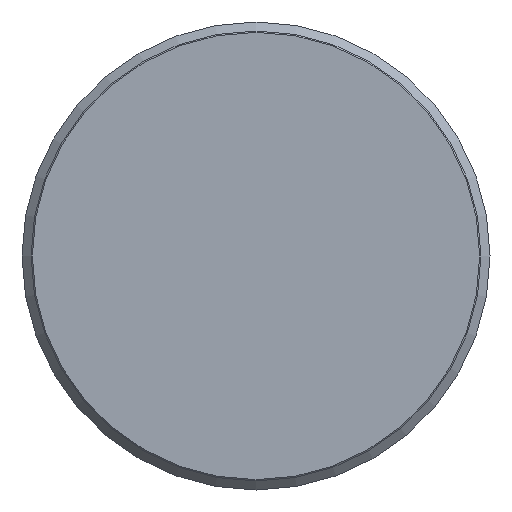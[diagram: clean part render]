
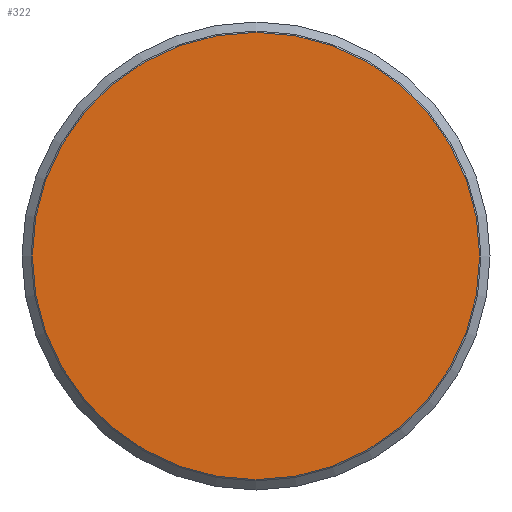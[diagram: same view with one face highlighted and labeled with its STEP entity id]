
A CAD part, front view. The second image highlights one B-rep face of the part: STEP entity #322.
In plain terms, the highlighted planar face has unit normal (0, -1, 0).
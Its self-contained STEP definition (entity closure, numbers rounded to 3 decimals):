
#69=FACE_OUTER_BOUND('',#92,.T.);
#92=EDGE_LOOP('',(#206));
#119=CIRCLE('',#369,35.8);
#141=VERTEX_POINT('',#526);
#165=EDGE_CURVE('',#141,#141,#119,.T.);
#206=ORIENTED_EDGE('',*,*,#165,.F.);
#288=PLANE('',#368);
#322=ADVANCED_FACE('',(#69),#288,.F.);
#368=AXIS2_PLACEMENT_3D('',#525,#415,#416);
#369=AXIS2_PLACEMENT_3D('',#527,#417,#418);
#415=DIRECTION('center_axis',(0.,1.,0.));
#416=DIRECTION('ref_axis',(1.,0.,0.));
#417=DIRECTION('center_axis',(0.,1.,0.));
#418=DIRECTION('ref_axis',(0.,0.,-1.));
#525=CARTESIAN_POINT('Origin',(0.,0.,35.8));
#526=CARTESIAN_POINT('',(0.,0.,-35.8));
#527=CARTESIAN_POINT('Origin',(0.,0.,0.));
